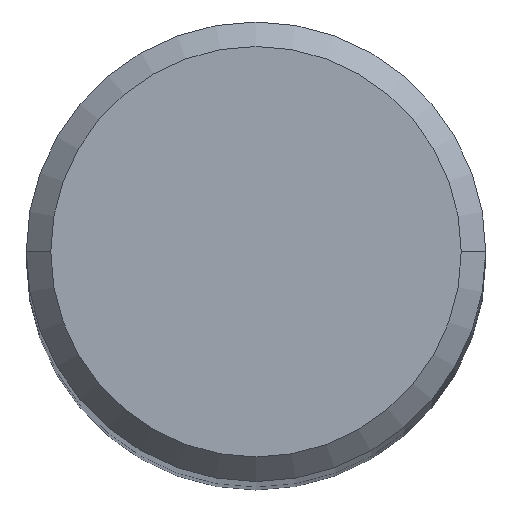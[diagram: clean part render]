
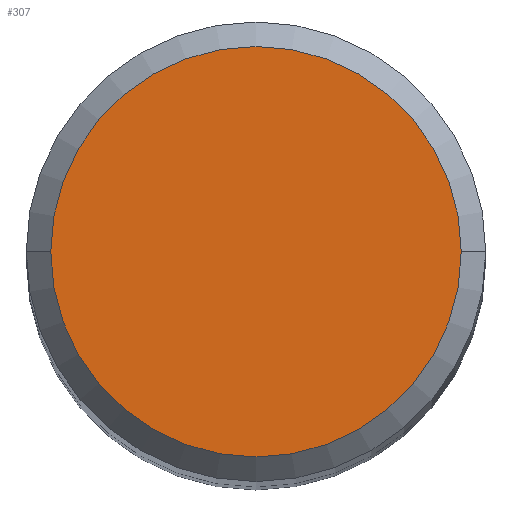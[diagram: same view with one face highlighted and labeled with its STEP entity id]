
A CAD part, top view. The second image highlights one B-rep face of the part: STEP entity #307.
In plain terms, the highlighted planar face has unit normal (0, 0, 1).
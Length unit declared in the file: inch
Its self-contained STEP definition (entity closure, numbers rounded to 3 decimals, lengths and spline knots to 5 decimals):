
#4 = CIRCLE ( 'NONE', #79, 0.1675 ) ;
#29 = CARTESIAN_POINT ( 'NONE',  ( 0., 0., 0. ) ) ;
#30 = VERTEX_POINT ( 'NONE', #366 ) ;
#35 = EDGE_LOOP ( 'NONE', ( #131, #153 ) ) ;
#38 = DIRECTION ( 'NONE',  ( 0., 0., 1. ) ) ;
#47 = AXIS2_PLACEMENT_3D ( 'NONE', #242, #240, #342 ) ;
#79 = AXIS2_PLACEMENT_3D ( 'NONE', #29, #38, #319 ) ;
#95 = VERTEX_POINT ( 'NONE', #186 ) ;
#131 = ORIENTED_EDGE ( 'NONE', *, *, #341, .T. ) ;
#139 = FACE_OUTER_BOUND ( 'NONE', #35, .T. ) ;
#144 = AXIS2_PLACEMENT_3D ( 'NONE', #259, #250, #395 ) ;
#153 = ORIENTED_EDGE ( 'NONE', *, *, #441, .T. ) ;
#186 = CARTESIAN_POINT ( 'NONE',  ( -0.1675, 0., 0. ) ) ;
#240 = DIRECTION ( 'NONE',  ( 0., 0., -1. ) ) ;
#242 = CARTESIAN_POINT ( 'NONE',  ( 0., 0.1675, 0. ) ) ;
#250 = DIRECTION ( 'NONE',  ( 0., 0., 1. ) ) ;
#259 = CARTESIAN_POINT ( 'NONE',  ( 0., 0., 0. ) ) ;
#274 = PLANE ( 'NONE',  #47 ) ;
#307 = ADVANCED_FACE ( 'NONE', ( #139 ), #274, .F. ) ;
#319 = DIRECTION ( 'NONE',  ( 1., 0., 0. ) ) ;
#341 = EDGE_CURVE ( 'NONE', #95, #30, #4, .T. ) ;
#342 = DIRECTION ( 'NONE',  ( -1., 0., 0. ) ) ;
#362 = CIRCLE ( 'NONE', #144, 0.1675 ) ;
#366 = CARTESIAN_POINT ( 'NONE',  ( 0.1675, 0., 0. ) ) ;
#395 = DIRECTION ( 'NONE',  ( 1., 0., 0. ) ) ;
#441 = EDGE_CURVE ( 'NONE', #30, #95, #362, .T. ) ;
